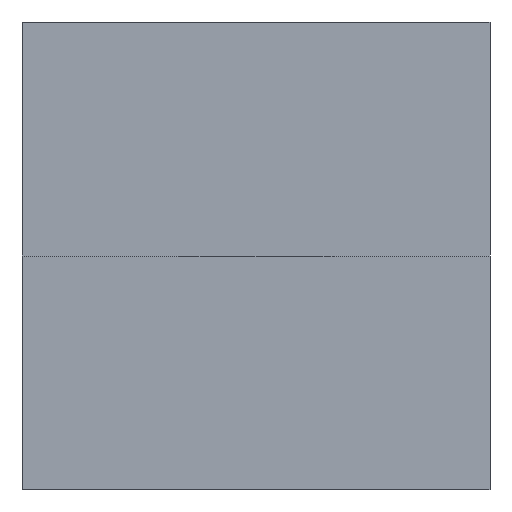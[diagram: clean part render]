
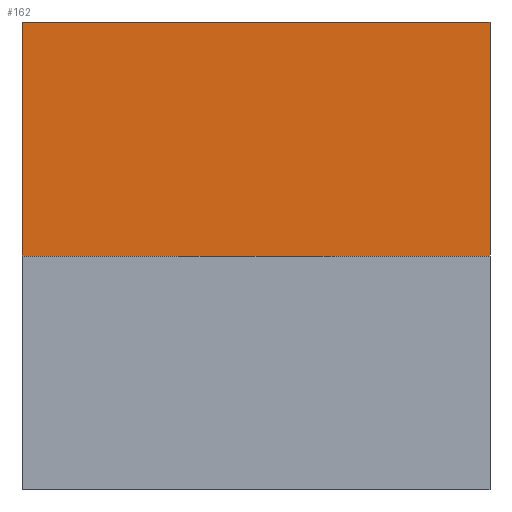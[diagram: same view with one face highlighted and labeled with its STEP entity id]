
A CAD part, front view. The second image highlights one B-rep face of the part: STEP entity #162.
In plain terms, the highlighted planar face has unit normal (0, -1, 0).
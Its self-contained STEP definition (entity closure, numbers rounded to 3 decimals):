
#20 = LINE ( 'NONE', #190, #538 ) ;
#21 = ORIENTED_EDGE ( 'NONE', *, *, #297, .F. ) ;
#66 = VECTOR ( 'NONE', #566, 1000. ) ;
#78 = DIRECTION ( 'NONE',  ( 0., 0., 1. ) ) ;
#106 = VECTOR ( 'NONE', #516, 1000. ) ;
#115 = CARTESIAN_POINT ( 'NONE',  ( 10., -160., 5. ) ) ;
#134 = CARTESIAN_POINT ( 'NONE',  ( 0., -160., 10. ) ) ;
#135 = DIRECTION ( 'NONE',  ( 0., 0., -1. ) ) ;
#138 = AXIS2_PLACEMENT_3D ( 'NONE', #413, #375, #78 ) ;
#149 = EDGE_CURVE ( 'NONE', #220, #607, #528, .T. ) ;
#162 = ADVANCED_FACE ( 'NONE', ( #429 ), #173, .F. ) ;
#173 = PLANE ( 'NONE',  #138 ) ;
#190 = CARTESIAN_POINT ( 'NONE',  ( 10., -160., 10. ) ) ;
#194 = VECTOR ( 'NONE', #479, 1000. ) ;
#201 = EDGE_CURVE ( 'NONE', #355, #423, #610, .T. ) ;
#220 = VERTEX_POINT ( 'NONE', #274 ) ;
#242 = CARTESIAN_POINT ( 'NONE',  ( 10., -160., 5. ) ) ;
#274 = CARTESIAN_POINT ( 'NONE',  ( 0., -160., 10. ) ) ;
#297 = EDGE_CURVE ( 'NONE', #607, #355, #20, .T. ) ;
#311 = ORIENTED_EDGE ( 'NONE', *, *, #603, .T. ) ;
#322 = CARTESIAN_POINT ( 'NONE',  ( 0., -160., 10. ) ) ;
#355 = VERTEX_POINT ( 'NONE', #242 ) ;
#367 = EDGE_LOOP ( 'NONE', ( #311, #399, #21, #369 ) ) ;
#369 = ORIENTED_EDGE ( 'NONE', *, *, #149, .F. ) ;
#375 = DIRECTION ( 'NONE',  ( 0., 1., 0. ) ) ;
#384 = CARTESIAN_POINT ( 'NONE',  ( 10., -160., 10. ) ) ;
#399 = ORIENTED_EDGE ( 'NONE', *, *, #201, .F. ) ;
#413 = CARTESIAN_POINT ( 'NONE',  ( 0., -160., 10. ) ) ;
#423 = VERTEX_POINT ( 'NONE', #444 ) ;
#429 = FACE_OUTER_BOUND ( 'NONE', #367, .T. ) ;
#444 = CARTESIAN_POINT ( 'NONE',  ( 0., -160., 5. ) ) ;
#479 = DIRECTION ( 'NONE',  ( 1., 0., 0. ) ) ;
#486 = LINE ( 'NONE', #322, #66 ) ;
#516 = DIRECTION ( 'NONE',  ( -1., 0., 0. ) ) ;
#528 = LINE ( 'NONE', #134, #194 ) ;
#538 = VECTOR ( 'NONE', #135, 1000. ) ;
#566 = DIRECTION ( 'NONE',  ( 0., 0., -1. ) ) ;
#603 = EDGE_CURVE ( 'NONE', #220, #423, #486, .T. ) ;
#607 = VERTEX_POINT ( 'NONE', #384 ) ;
#610 = LINE ( 'NONE', #115, #106 ) ;
